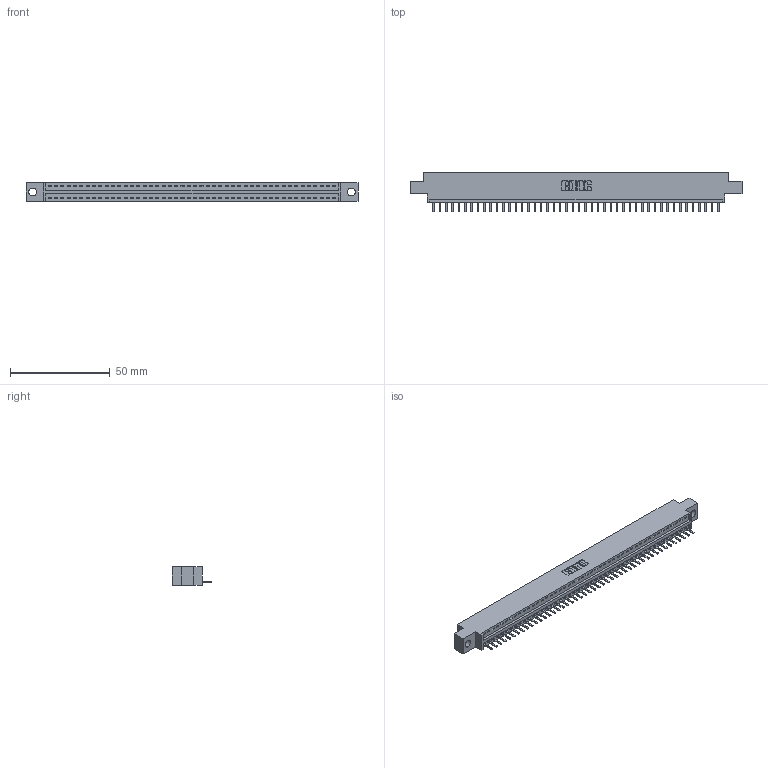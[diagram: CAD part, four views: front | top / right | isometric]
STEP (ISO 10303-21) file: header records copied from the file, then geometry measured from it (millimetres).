
FILE_DESCRIPTION (( 'STEP AP203' ), '1' );
FILE_NAME ('396-046-520-604.STEP', '2018-09-07T07:14:31', ( '' ), ( '' ), 'SwSTEP 2.0', 'SolidWorks 2016', '' );
FILE_SCHEMA (( 'CONFIG_CONTROL_DESIGN' ));
Length unit declared in the file: inch
Products named in the file (3): 346 Part_0.170 Offset - 0.156 Dia-TH; 345-292-001_345-293-120; 396-046-520-604
Assembly tree (47 placements, depth 2):
  396-046-520-604
    346 Part_0.170 Offset - 0.156 Dia-TH
    345-292-001_345-293-120  x46
Bounding box: 166.62 x 20.02 x 9.4 mm (x, y, z)
Volume: 15602.4 mm3; surface area: 19067.7 mm2
Topology: 47 solids, 47 shells, 2978 faces, 8805 edges, 5746 vertices
Faces by surface type: plane 2012, cylinder 966
Entity records: 28259 total; most frequent: CARTESIAN_POINT 4862, ORIENTED_EDGE 4830, DIRECTION 4271, EDGE_CURVE 2415, LINE 2095, VECTOR 2095, VERTEX_POINT 1606, AXIS2_PLACEMENT_3D 1088
